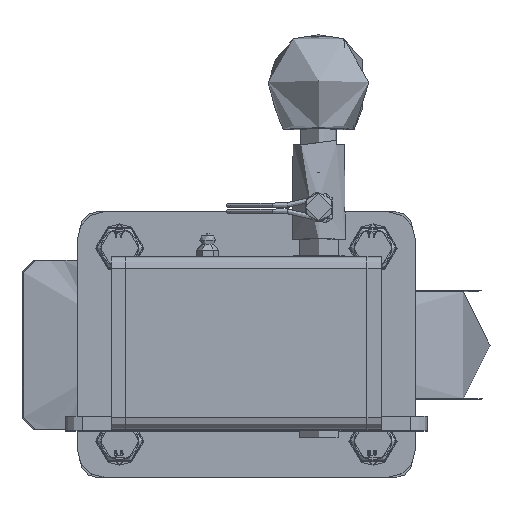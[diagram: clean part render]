
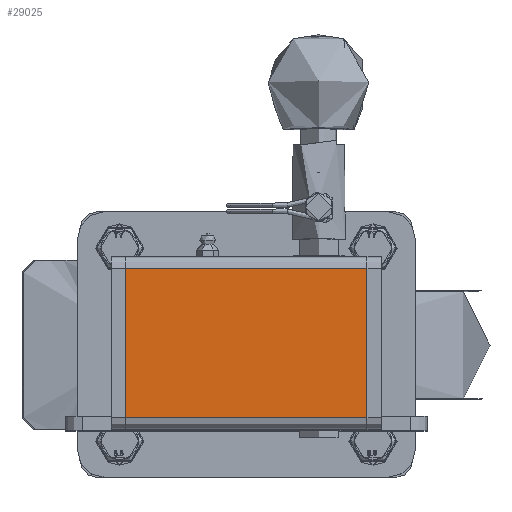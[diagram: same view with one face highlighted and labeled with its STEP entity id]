
A CAD part, top view. The second image highlights one B-rep face of the part: STEP entity #29025.
In plain terms, the highlighted planar face has unit normal (0, 0, 1).
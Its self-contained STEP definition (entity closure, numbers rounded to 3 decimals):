
#2408=PLANE('',#32044);
#3460=FACE_OUTER_BOUND('',#5313,.T.);
#5313=EDGE_LOOP('',(#22151,#22152,#22153,#22154));
#7396=LINE('',#63579,#9500);
#7398=LINE('',#63588,#9502);
#7436=LINE('',#63691,#9540);
#7451=LINE('',#63719,#9555);
#9500=VECTOR('',#37037,1000.);
#9502=VECTOR('',#37045,1000.);
#9540=VECTOR('',#37147,1000.);
#9555=VECTOR('',#37172,1000.);
#13027=VERTEX_POINT('',#63576);
#13028=VERTEX_POINT('',#63578);
#13031=VERTEX_POINT('',#63585);
#13032=VERTEX_POINT('',#63587);
#16261=EDGE_CURVE('',#13027,#13028,#7396,.T.);
#16265=EDGE_CURVE('',#13031,#13032,#7398,.T.);
#16316=EDGE_CURVE('',#13028,#13031,#7436,.T.);
#16331=EDGE_CURVE('',#13032,#13027,#7451,.T.);
#22151=ORIENTED_EDGE('',*,*,#16261,.F.);
#22152=ORIENTED_EDGE('',*,*,#16331,.F.);
#22153=ORIENTED_EDGE('',*,*,#16265,.F.);
#22154=ORIENTED_EDGE('',*,*,#16316,.F.);
#29025=ADVANCED_FACE('',(#3460),#2408,.T.);
#32044=AXIS2_PLACEMENT_3D('',#63721,#37175,#37176);
#37037=DIRECTION('',(-1.,0.,0.));
#37045=DIRECTION('',(1.,0.,0.));
#37147=DIRECTION('',(0.,1.,0.));
#37172=DIRECTION('',(0.,-1.,0.));
#37175=DIRECTION('center_axis',(0.,0.,1.));
#37176=DIRECTION('ref_axis',(1.,0.,0.));
#63576=CARTESIAN_POINT('',(50.,-31.,410.));
#63578=CARTESIAN_POINT('',(-50.,-31.,410.));
#63579=CARTESIAN_POINT('',(0.,-31.,410.));
#63585=CARTESIAN_POINT('',(-50.,31.,410.));
#63587=CARTESIAN_POINT('',(50.,31.,410.));
#63588=CARTESIAN_POINT('',(0.,31.,410.));
#63691=CARTESIAN_POINT('',(-50.,-36.,410.));
#63719=CARTESIAN_POINT('',(50.,36.,410.));
#63721=CARTESIAN_POINT('Origin',(0.,0.,410.));
